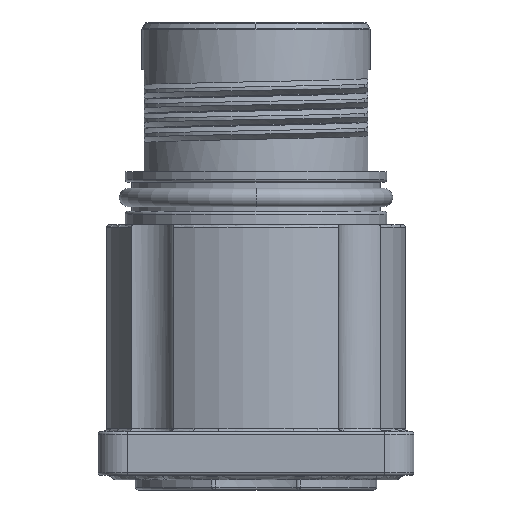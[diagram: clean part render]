
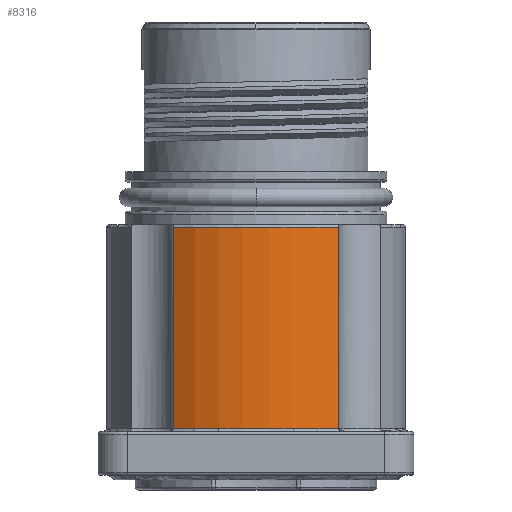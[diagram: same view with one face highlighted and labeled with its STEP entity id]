
A CAD part, front view. The second image highlights one B-rep face of the part: STEP entity #8316.
In plain terms, the highlighted cylindrical face has radius 10.25 mm (diameter 20.5 mm), a partial arc.
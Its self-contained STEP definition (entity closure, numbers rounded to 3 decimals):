
#208=CARTESIAN_POINT('',(0.,0.,3.2));
#209=DIRECTION('',(0.,0.,-1.));
#210=DIRECTION('',(0.553,-0.833,0.));
#211=AXIS2_PLACEMENT_3D('',#208,#209,#210);
#213=DIRECTION('',(0.,0.,-1.));
#214=VECTOR('',#213,13.75);
#215=CARTESIAN_POINT('',(-5.667,-8.541,16.95));
#216=LINE('',#215,#214);
#217=CARTESIAN_POINT('',(0.,0.,16.95));
#218=DIRECTION('',(0.,0.,-1.));
#219=DIRECTION('',(0.553,-0.833,0.));
#220=AXIS2_PLACEMENT_3D('',#217,#218,#219);
#222=DIRECTION('',(0.,0.,1.));
#223=VECTOR('',#222,13.75);
#224=CARTESIAN_POINT('',(5.667,-8.541,3.2));
#225=LINE('',#224,#223);
#254=CARTESIAN_POINT('',(5.667,-8.541,16.95));
#6883=VERTEX_POINT('',#254);
#6884=CARTESIAN_POINT('',(-5.667,-8.541,16.95));
#6885=VERTEX_POINT('',#6884);
#6957=CARTESIAN_POINT('',(5.667,-8.541,3.2));
#6958=CARTESIAN_POINT('',(-5.667,-8.541,3.2));
#6959=VERTEX_POINT('',#6957);
#6960=VERTEX_POINT('',#6958);
#8302=CARTESIAN_POINT('',(0.,0.,17.15));
#8303=DIRECTION('',(0.,0.,1.));
#8304=DIRECTION('',(1.,0.,0.));
#8305=AXIS2_PLACEMENT_3D('',#8302,#8303,#8304);
#8306=CYLINDRICAL_SURFACE('',#8305,10.25);
#8308=ORIENTED_EDGE('',*,*,#8307,.T.);
#8309=ORIENTED_EDGE('',*,*,#8289,.F.);
#8311=ORIENTED_EDGE('',*,*,#8310,.F.);
#8313=ORIENTED_EDGE('',*,*,#8312,.F.);
#8314=EDGE_LOOP('',(#8308,#8309,#8311,#8313));
#8315=FACE_OUTER_BOUND('',#8314,.F.);
#212=CIRCLE('',#211,10.25);
#221=CIRCLE('',#220,10.25);
#8289=EDGE_CURVE('',#6885,#6960,#216,.T.);
#8307=EDGE_CURVE('',#6959,#6960,#212,.T.);
#8310=EDGE_CURVE('',#6883,#6885,#221,.T.);
#8312=EDGE_CURVE('',#6959,#6883,#225,.T.);
#8316=ADVANCED_FACE('',(#8315),#8306,.T.);
